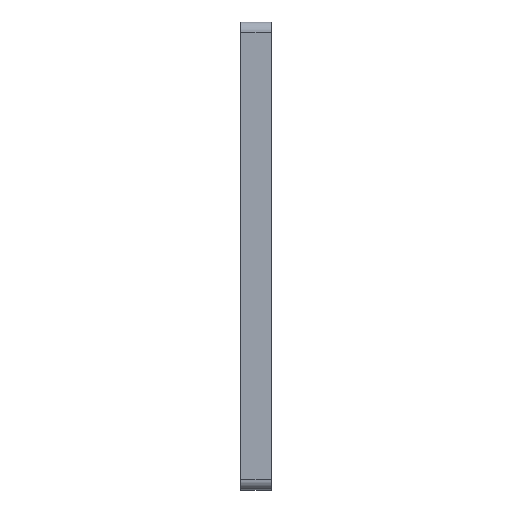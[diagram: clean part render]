
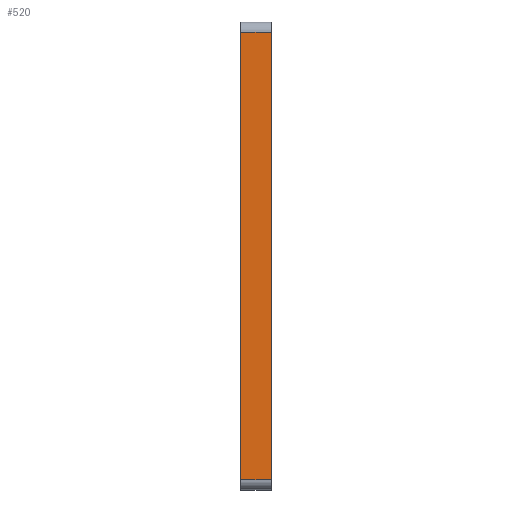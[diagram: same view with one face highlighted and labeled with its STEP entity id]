
A CAD part, left-side view. The second image highlights one B-rep face of the part: STEP entity #520.
In plain terms, the highlighted planar face has unit normal (-1, 0, 0).
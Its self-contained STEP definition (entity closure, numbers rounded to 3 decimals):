
#110 = CARTESIAN_POINT ( 'NONE',  ( -46., 6., -44. ) ) ;
#223 = CARTESIAN_POINT ( 'NONE',  ( -46., 6., -46. ) ) ;
#520 = ADVANCED_FACE ( 'NONE', ( #9801 ), #8070, .F. ) ;
#819 = CARTESIAN_POINT ( 'NONE',  ( -46., 6., 44. ) ) ;
#1610 = VECTOR ( 'NONE', #10098, 1000. ) ;
#1778 = EDGE_CURVE ( 'NONE', #9782, #8466, #2581, .T. ) ;
#2064 = VECTOR ( 'NONE', #7820, 1000. ) ;
#2581 = LINE ( 'NONE', #110, #8395 ) ;
#3145 = LINE ( 'NONE', #7112, #9591 ) ;
#4138 = DIRECTION ( 'NONE',  ( 0., 0., 1. ) ) ;
#4264 = EDGE_CURVE ( 'NONE', #8466, #12032, #3145, .T. ) ;
#5386 = CARTESIAN_POINT ( 'NONE',  ( -46., 0., -44. ) ) ;
#5733 = LINE ( 'NONE', #8104, #1610 ) ;
#7112 = CARTESIAN_POINT ( 'NONE',  ( -46., 0., -46. ) ) ;
#7604 = ORIENTED_EDGE ( 'NONE', *, *, #4264, .T. ) ;
#7772 = DIRECTION ( 'NONE',  ( 1., 0., 0. ) ) ;
#7820 = DIRECTION ( 'NONE',  ( 0., 0., 1. ) ) ;
#8020 = LINE ( 'NONE', #9673, #2064 ) ;
#8070 = PLANE ( 'NONE',  #8733 ) ;
#8104 = CARTESIAN_POINT ( 'NONE',  ( -46., 6., 44. ) ) ;
#8395 = VECTOR ( 'NONE', #10858, 1000. ) ;
#8460 = CARTESIAN_POINT ( 'NONE',  ( -46., 0., 44. ) ) ;
#8466 = VERTEX_POINT ( 'NONE', #5386 ) ;
#8596 = VERTEX_POINT ( 'NONE', #819 ) ;
#8653 = ORIENTED_EDGE ( 'NONE', *, *, #1778, .T. ) ;
#8714 = ORIENTED_EDGE ( 'NONE', *, *, #12435, .F. ) ;
#8715 = DIRECTION ( 'NONE',  ( 0., 0., -1. ) ) ;
#8733 = AXIS2_PLACEMENT_3D ( 'NONE', #223, #7772, #8715 ) ;
#8979 = EDGE_LOOP ( 'NONE', ( #8714, #8653, #7604, #9915 ) ) ;
#9591 = VECTOR ( 'NONE', #4138, 1000. ) ;
#9673 = CARTESIAN_POINT ( 'NONE',  ( -46., 6., -46. ) ) ;
#9782 = VERTEX_POINT ( 'NONE', #10335 ) ;
#9801 = FACE_OUTER_BOUND ( 'NONE', #8979, .T. ) ;
#9915 = ORIENTED_EDGE ( 'NONE', *, *, #11030, .T. ) ;
#10098 = DIRECTION ( 'NONE',  ( 0., 1., 0. ) ) ;
#10335 = CARTESIAN_POINT ( 'NONE',  ( -46., 6., -44. ) ) ;
#10858 = DIRECTION ( 'NONE',  ( 0., -1., 0. ) ) ;
#11030 = EDGE_CURVE ( 'NONE', #12032, #8596, #5733, .T. ) ;
#12032 = VERTEX_POINT ( 'NONE', #8460 ) ;
#12435 = EDGE_CURVE ( 'NONE', #9782, #8596, #8020, .T. ) ;
